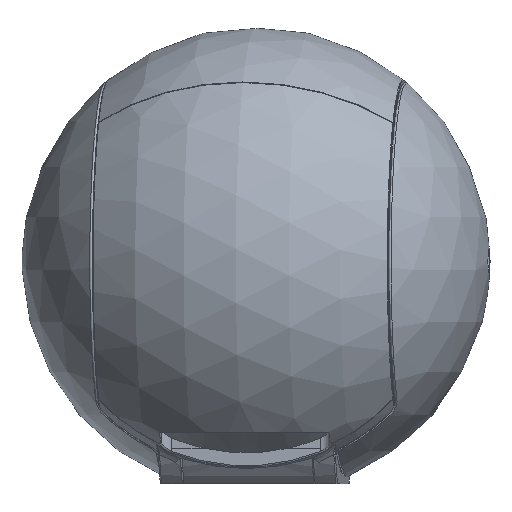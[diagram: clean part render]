
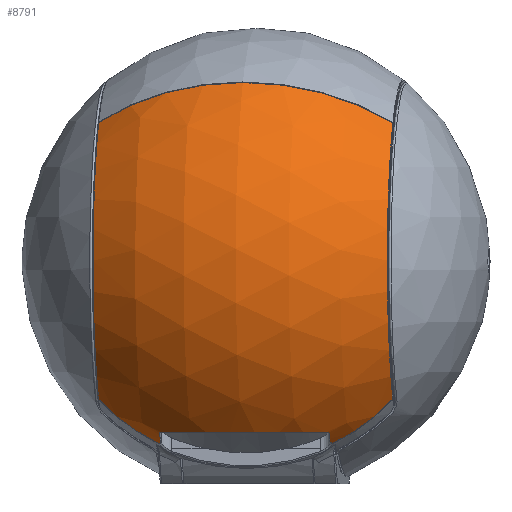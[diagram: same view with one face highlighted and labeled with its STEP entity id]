
A CAD part, left-side view. The second image highlights one B-rep face of the part: STEP entity #8791.
In plain terms, the highlighted spherical face has radius 79 mm.
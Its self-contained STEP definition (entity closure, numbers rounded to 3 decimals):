
#1283=CIRCLE('',#9288,78.999);
#1292=CIRCLE('',#9303,61.314);
#1393=CIRCLE('',#9492,68.124);
#1401=CIRCLE('',#9505,73.602);
#1403=CIRCLE('',#9511,73.602);
#1404=CIRCLE('',#9513,61.314);
#1405=CIRCLE('',#9514,68.124);
#1406=CIRCLE('',#9516,54.01);
#1749=SPHERICAL_SURFACE('',#9512,79.);
#1825=ELLIPSE('',#9515,6.263,4.696);
#1826=ELLIPSE('',#9517,6.263,4.696);
#2105=FACE_OUTER_BOUND('',#2635,.T.);
#2635=EDGE_LOOP('',(#6833,#6834,#6835,#6836,#6837,#6838,#6839,#6840,#6841,
#6842,#6843,#6844));
#3193=B_SPLINE_CURVE_WITH_KNOTS('',3,(#27960,#27961,#27962,#27963,#27964,
#27965,#27966,#27967,#27968,#27969,#27970,#27971,#27972,#27973),
 .UNSPECIFIED.,.F.,.F.,(4,2,2,2,2,2,4),(-0.214,-0.197,
-0.179,-0.147,-0.102,-0.039,
0.),.UNSPECIFIED.);
#3194=B_SPLINE_CURVE_WITH_KNOTS('',3,(#27979,#27980,#27981,#27982,#27983,
#27984,#27985,#27986,#27987,#27988,#27989,#27990,#27991,#27992),
 .UNSPECIFIED.,.F.,.F.,(4,2,2,2,2,2,4),(-0.214,-0.197,
-0.179,-0.147,-0.102,-0.039,
0.),.UNSPECIFIED.);
#3619=VERTEX_POINT('',#18061);
#3621=VERTEX_POINT('',#18064);
#3634=VERTEX_POINT('',#18102);
#3787=VERTEX_POINT('',#27520);
#3797=VERTEX_POINT('',#27894);
#3798=VERTEX_POINT('',#27911);
#3803=VERTEX_POINT('',#27935);
#3804=VERTEX_POINT('',#27937);
#3805=VERTEX_POINT('',#27956);
#3806=VERTEX_POINT('',#27958);
#3807=VERTEX_POINT('',#27974);
#3808=VERTEX_POINT('',#27976);
#4614=EDGE_CURVE('',#3621,#3619,#1283,.T.);
#4633=EDGE_CURVE('',#3621,#3634,#1292,.T.);
#4895=EDGE_CURVE('',#3634,#3787,#1393,.T.);
#4913=EDGE_CURVE('',#3798,#3797,#1401,.T.);
#4923=EDGE_CURVE('',#3803,#3804,#1403,.T.);
#4925=EDGE_CURVE('',#3619,#3805,#1404,.T.);
#4926=EDGE_CURVE('',#3805,#3806,#1405,.T.);
#4927=EDGE_CURVE('',#3806,#3798,#3193,.T.);
#4928=EDGE_CURVE('',#3797,#3807,#1825,.T.);
#4929=EDGE_CURVE('',#3807,#3808,#1406,.T.);
#4930=EDGE_CURVE('',#3804,#3808,#1826,.T.);
#4931=EDGE_CURVE('',#3787,#3803,#3194,.T.);
#6833=ORIENTED_EDGE('',*,*,#4614,.T.);
#6834=ORIENTED_EDGE('',*,*,#4925,.T.);
#6835=ORIENTED_EDGE('',*,*,#4926,.T.);
#6836=ORIENTED_EDGE('',*,*,#4927,.T.);
#6837=ORIENTED_EDGE('',*,*,#4913,.T.);
#6838=ORIENTED_EDGE('',*,*,#4928,.T.);
#6839=ORIENTED_EDGE('',*,*,#4929,.T.);
#6840=ORIENTED_EDGE('',*,*,#4930,.F.);
#6841=ORIENTED_EDGE('',*,*,#4923,.F.);
#6842=ORIENTED_EDGE('',*,*,#4931,.F.);
#6843=ORIENTED_EDGE('',*,*,#4895,.F.);
#6844=ORIENTED_EDGE('',*,*,#4633,.F.);
#8791=ADVANCED_FACE('',(#2105),#1749,.T.);
#9288=AXIS2_PLACEMENT_3D('',#18065,#10620,#10621);
#9303=AXIS2_PLACEMENT_3D('',#18103,#10660,#10661);
#9492=AXIS2_PLACEMENT_3D('',#27521,#11089,#11090);
#9505=AXIS2_PLACEMENT_3D('',#27912,#11119,#11120);
#9511=AXIS2_PLACEMENT_3D('',#27938,#11137,#11138);
#9512=AXIS2_PLACEMENT_3D('',#27955,#11139,#11140);
#9513=AXIS2_PLACEMENT_3D('',#27957,#11141,#11142);
#9514=AXIS2_PLACEMENT_3D('',#27959,#11143,#11144);
#9515=AXIS2_PLACEMENT_3D('',#27975,#11145,#11146);
#9516=AXIS2_PLACEMENT_3D('',#27977,#11147,#11148);
#9517=AXIS2_PLACEMENT_3D('',#27978,#11149,#11150);
#10620=DIRECTION('center_axis',(-0.763,0.067,-0.643));
#10621=DIRECTION('ref_axis',(0.64,-0.056,-0.766));
#10660=DIRECTION('center_axis',(-0.087,-0.996,
0.));
#10661=DIRECTION('ref_axis',(0.996,-0.087,0.));
#11089=DIRECTION('center_axis',(0.996,-0.087,0.));
#11090=DIRECTION('ref_axis',(0.,0.,
-1.));
#11119=DIRECTION('center_axis',(0.087,0.996,0.));
#11120=DIRECTION('ref_axis',(-0.996,0.087,0.));
#11137=DIRECTION('center_axis',(0.087,0.996,0.));
#11138=DIRECTION('ref_axis',(-0.996,0.087,0.));
#11139=DIRECTION('center_axis',(0.087,0.996,0.));
#11140=DIRECTION('ref_axis',(-0.341,0.03,-0.94));
#11141=DIRECTION('center_axis',(-0.087,-0.996,
0.));
#11142=DIRECTION('ref_axis',(0.996,-0.087,0.));
#11143=DIRECTION('center_axis',(-0.996,0.087,0.));
#11144=DIRECTION('ref_axis',(0.,0.,
-1.));
#11145=DIRECTION('center_axis',(0.526,-0.382,0.76));
#11146=DIRECTION('ref_axis',(0.615,-0.446,-0.65));
#11147=DIRECTION('center_axis',(0.,0.,
1.));
#11148=DIRECTION('ref_axis',(-0.996,0.087,0.));
#11149=DIRECTION('center_axis',(-0.584,-0.285,-0.76));
#11150=DIRECTION('ref_axis',(0.683,0.333,-0.65));
#18061=CARTESIAN_POINT('',(-30.168,52.645,111.776));
#18064=CARTESIAN_POINT('',(-38.851,-46.607,111.776));
#18065=CARTESIAN_POINT('Origin',(4.752,-0.416,64.807));
#18102=CARTESIAN_POINT('',(-39.21,-46.575,18.531));
#18103=CARTESIAN_POINT('Origin',(0.639,-50.062,65.));
#27520=CARTESIAN_POINT('',(-37.434,-26.279,3.567));
#27521=CARTESIAN_POINT('Origin',(-34.868,3.051,65.));
#27894=CARTESIAN_POINT('',(-37.951,32.131,7.231));
#27911=CARTESIAN_POINT('',(-33.6,31.75,4.037));
#27912=CARTESIAN_POINT('Origin',(7.482,28.156,65.));
#27935=CARTESIAN_POINT('',(-38.603,-25.433,4.037));
#27937=CARTESIAN_POINT('',(-42.954,-25.053,7.231));
#27938=CARTESIAN_POINT('Origin',(2.479,-29.028,65.));
#27955=CARTESIAN_POINT('Origin',(4.981,-0.436,65.));
#27956=CARTESIAN_POINT('',(-30.526,52.676,18.531));
#27957=CARTESIAN_POINT('Origin',(9.323,49.19,65.));
#27958=CARTESIAN_POINT('',(-32.302,32.381,3.567));
#27959=CARTESIAN_POINT('Origin',(-34.868,3.05,65.));
#27960=CARTESIAN_POINT('Ctrl Pts',(-32.302,32.381,3.567));
#27961=CARTESIAN_POINT('Ctrl Pts',(-32.305,32.348,3.551));
#27962=CARTESIAN_POINT('Ctrl Pts',(-32.312,32.314,3.537));
#27963=CARTESIAN_POINT('Ctrl Pts',(-32.335,32.246,3.515));
#27964=CARTESIAN_POINT('Ctrl Pts',(-32.351,32.212,3.507));
#27965=CARTESIAN_POINT('Ctrl Pts',(-32.407,32.123,3.493));
#27966=CARTESIAN_POINT('Ctrl Pts',(-32.453,32.072,3.494));
#27967=CARTESIAN_POINT('Ctrl Pts',(-32.577,31.966,3.514));
#27968=CARTESIAN_POINT('Ctrl Pts',(-32.668,31.91,3.54));
#27969=CARTESIAN_POINT('Ctrl Pts',(-32.92,31.804,3.639));
#27970=CARTESIAN_POINT('Ctrl Pts',(-33.089,31.764,3.723));
#27971=CARTESIAN_POINT('Ctrl Pts',(-33.381,31.74,3.893));
#27972=CARTESIAN_POINT('Ctrl Pts',(-33.493,31.741,3.964));
#27973=CARTESIAN_POINT('Ctrl Pts',(-33.6,31.75,4.037));
#27974=CARTESIAN_POINT('',(-38.714,31.311,7.347));
#27975=CARTESIAN_POINT('Origin',(-34.862,28.514,3.277));
#27976=CARTESIAN_POINT('',(-43.563,-24.112,7.347));
#27977=CARTESIAN_POINT('Origin',(4.981,-0.436,7.347));
#27978=CARTESIAN_POINT('Origin',(-39.284,-22.027,3.277));
#27979=CARTESIAN_POINT('Ctrl Pts',(-37.434,-26.279,
3.567));
#27980=CARTESIAN_POINT('Ctrl Pts',(-37.431,-26.247,
3.551));
#27981=CARTESIAN_POINT('Ctrl Pts',(-37.432,-26.213,
3.537));
#27982=CARTESIAN_POINT('Ctrl Pts',(-37.443,-26.142,
3.515));
#27983=CARTESIAN_POINT('Ctrl Pts',(-37.453,-26.105,3.507));
#27984=CARTESIAN_POINT('Ctrl Pts',(-37.492,-26.008,
3.493));
#27985=CARTESIAN_POINT('Ctrl Pts',(-37.529,-25.95,
3.494));
#27986=CARTESIAN_POINT('Ctrl Pts',(-37.633,-25.823,
3.514));
#27987=CARTESIAN_POINT('Ctrl Pts',(-37.713,-25.753,
3.54));
#27988=CARTESIAN_POINT('Ctrl Pts',(-37.942,-25.604,
3.639));
#27989=CARTESIAN_POINT('Ctrl Pts',(-38.102,-25.535,3.723));
#27990=CARTESIAN_POINT('Ctrl Pts',(-38.386,-25.461,3.893));
#27991=CARTESIAN_POINT('Ctrl Pts',(-38.496,-25.443,
3.964));
#27992=CARTESIAN_POINT('Ctrl Pts',(-38.603,-25.433,
4.037));
